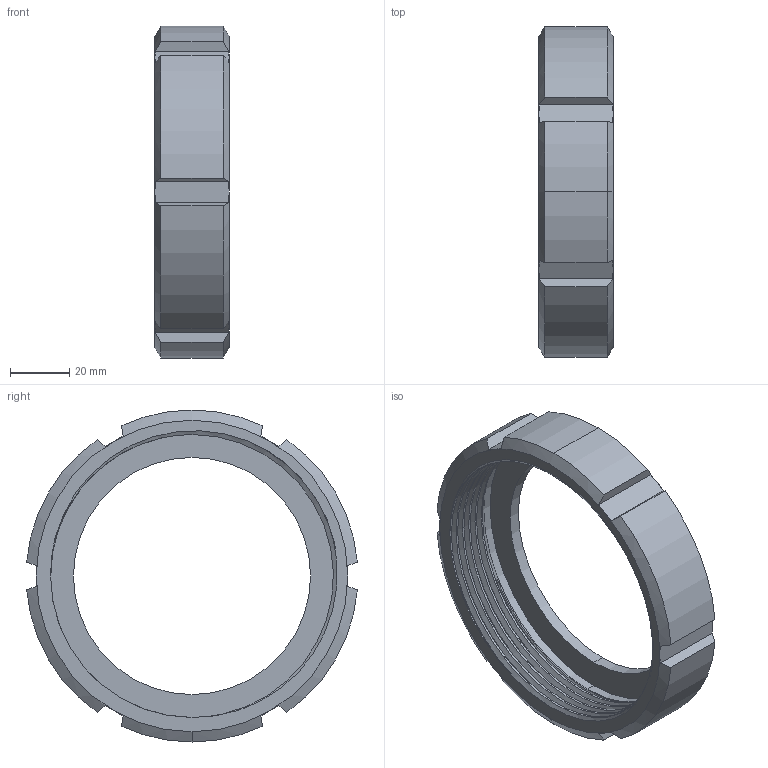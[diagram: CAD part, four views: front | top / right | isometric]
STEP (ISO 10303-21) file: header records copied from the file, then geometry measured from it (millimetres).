
FILE_DESCRIPTION (( 'STEP AP203' ), '1' );
FILE_NAME ('3D-M2003P_DN65_174052050.STEP', '2024-09-11T17:50:09', ( '' ), ( '' ), 'SwSTEP 2.0', 'SolidWorks 2024', '' );
FILE_SCHEMA (( 'CONFIG_CONTROL_DESIGN' ));
Length unit declared in the file: millimetre
Products named in the file (1): 3D-M2003P_DN65_174052050
Bounding box: 25 x 111.61 x 112 mm (x, y, z)
Volume: 63953.7 mm3; surface area: 28824.5 mm2
Topology: 1 solids, 1 shells, 63 faces, 164 edges, 104 vertices
Faces by surface type: cylinder 22, plane 22, cone 16, bspline 3
Entity records: 3355 total; most frequent: CARTESIAN_POINT 1889, ORIENTED_EDGE 328, DIRECTION 247, EDGE_CURVE 164, VERTEX_POINT 104, AXIS2_PLACEMENT_3D 100, EDGE_LOOP 66, FACE_OUTER_BOUND 63
